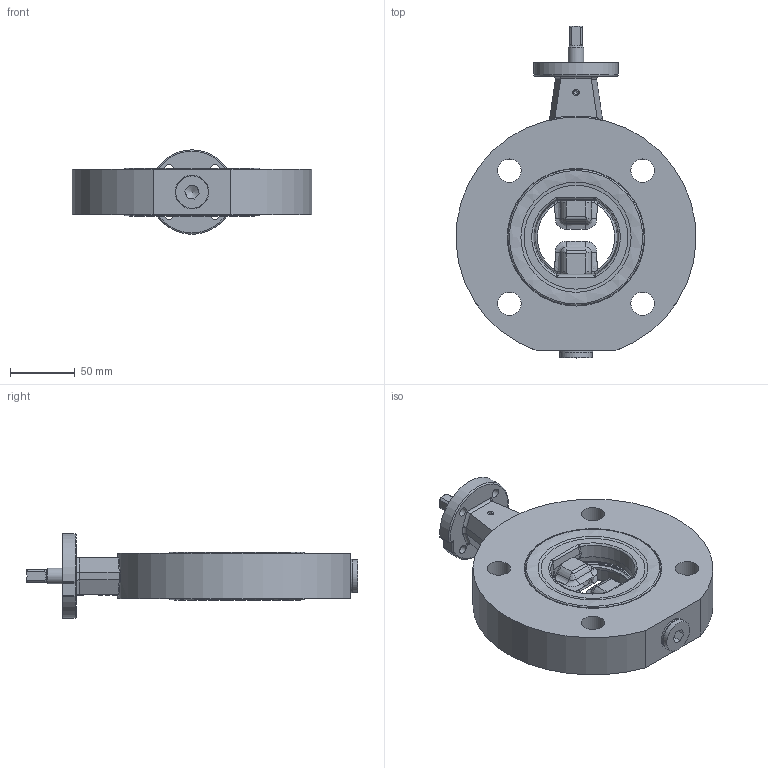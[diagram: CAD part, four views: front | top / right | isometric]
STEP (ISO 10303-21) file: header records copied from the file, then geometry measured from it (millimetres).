
FILE_DESCRIPTION((''),'2;1');
FILE_NAME('Z014-WN-DN065.stp','2009-01-15T08:02:36',('hellwig'),(''),'Autodesk Inventor 2008','Autodesk Inventor 2008','');
FILE_SCHEMA(('AUTOMOTIVE_DESIGN { 1 0 10303 214 1 1 1 1 }'));
Length unit declared in the file: millimetre
Products named in the file (1): Bauteil1
Bounding box: 184.79 x 255.75 x 64.89 mm (x, y, z)
Volume: 871449 mm3; surface area: 129830 mm2
Topology: 3 solids, 10 shells, 669 faces, 1768 edges, 1129 vertices
Faces by surface type: plane 259, bspline 203, cylinder 121, cone 44, torus 38, sphere 4
Full cylindrical faces by diameter (mm): 4 x1, 9 x1, 10.5 x1, 11.2 x3, 11.5 x2, 12 x7, 12.2 x3, 12.35 x3, 16.95 x3, 17 x2, 18 x4, 21.2 x1, 25 x1, 25.9 x1, 98.5 x1, 98.8 x1, 104.5 x1, 106 x1
Entity records: 26004 total; most frequent: CARTESIAN_POINT 10904, ORIENTED_EDGE 3218, DIRECTION 2409, EDGE_CURVE 1609, VERTEX_POINT 1085, AXIS2_PLACEMENT_3D 867, EDGE_LOOP 840, VECTOR 675
